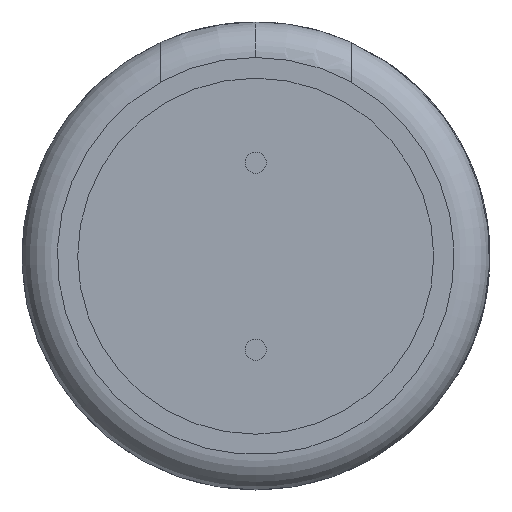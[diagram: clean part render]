
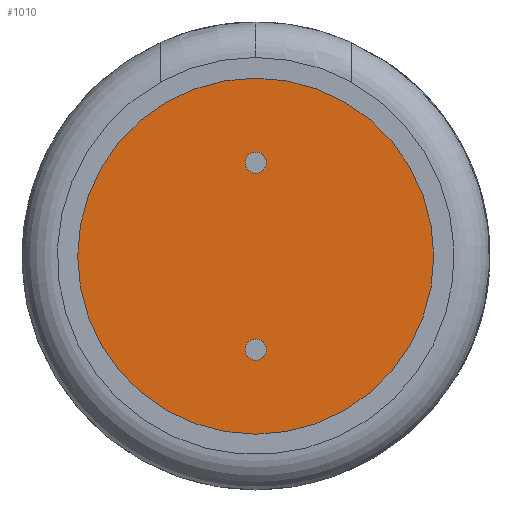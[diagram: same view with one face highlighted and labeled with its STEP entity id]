
A CAD part, front view. The second image highlights one B-rep face of the part: STEP entity #1010.
In plain terms, the highlighted planar face has unit normal (0, -1, 0).
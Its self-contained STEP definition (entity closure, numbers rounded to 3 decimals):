
#463 = EDGE_CURVE ( 'NONE', #9247, #4601, #5427, .T. ) ;
#641 = DIRECTION ( 'NONE',  ( 0., 1., 0. ) ) ;
#662 = AXIS2_PLACEMENT_3D ( 'NONE', #11222, #1006, #4189 ) ;
#1006 = DIRECTION ( 'NONE',  ( 0., -1., 0. ) ) ;
#1010 = ADVANCED_FACE ( 'NONE', ( #5704, #8045, #11278 ), #12374, .T. ) ;
#1097 = CARTESIAN_POINT ( 'NONE',  ( 0., -4.931, -2.34 ) ) ;
#1236 = ORIENTED_EDGE ( 'NONE', *, *, #11506, .F. ) ;
#1335 = VERTEX_POINT ( 'NONE', #6921 ) ;
#1812 = AXIS2_PLACEMENT_3D ( 'NONE', #5143, #1889, #6373 ) ;
#1889 = DIRECTION ( 'NONE',  ( 0., -1., 0. ) ) ;
#1894 = ORIENTED_EDGE ( 'NONE', *, *, #4256, .F. ) ;
#2210 = CARTESIAN_POINT ( 'NONE',  ( 0., -4.931, -2.64 ) ) ;
#2364 = VERTEX_POINT ( 'NONE', #12618 ) ;
#2800 = VERTEX_POINT ( 'NONE', #6058 ) ;
#3221 = ORIENTED_EDGE ( 'NONE', *, *, #7644, .F. ) ;
#3681 = DIRECTION ( 'NONE',  ( 0., 1., 0. ) ) ;
#4189 = DIRECTION ( 'NONE',  ( 0., 0., -1. ) ) ;
#4256 = EDGE_CURVE ( 'NONE', #2800, #2364, #11433, .T. ) ;
#4296 = EDGE_CURVE ( 'NONE', #2364, #2800, #12607, .T. ) ;
#4478 = AXIS2_PLACEMENT_3D ( 'NONE', #2210, #11169, #5595 ) ;
#4601 = VERTEX_POINT ( 'NONE', #6865 ) ;
#5143 = CARTESIAN_POINT ( 'NONE',  ( 0., -4.931, 2.64 ) ) ;
#5427 = CIRCLE ( 'NONE', #4478, 0.3 ) ;
#5437 = DIRECTION ( 'NONE',  ( 0., -1., 0. ) ) ;
#5565 = DIRECTION ( 'NONE',  ( 0., 0., -1. ) ) ;
#5595 = DIRECTION ( 'NONE',  ( 0., 0., -1. ) ) ;
#5599 = CIRCLE ( 'NONE', #662, 0.3 ) ;
#5704 = FACE_BOUND ( 'NONE', #13759, .T. ) ;
#5728 = DIRECTION ( 'NONE',  ( 0., 0., 1. ) ) ;
#6058 = CARTESIAN_POINT ( 'NONE',  ( 0., -4.931, 2.94 ) ) ;
#6199 = EDGE_CURVE ( 'NONE', #8173, #1335, #9597, .T. ) ;
#6373 = DIRECTION ( 'NONE',  ( 0., 0., -1. ) ) ;
#6663 = ORIENTED_EDGE ( 'NONE', *, *, #6199, .F. ) ;
#6698 = AXIS2_PLACEMENT_3D ( 'NONE', #13741, #3681, #5728 ) ;
#6865 = CARTESIAN_POINT ( 'NONE',  ( 0., -4.931, -2.94 ) ) ;
#6921 = CARTESIAN_POINT ( 'NONE',  ( 0., -4.931, -5.025 ) ) ;
#7644 = EDGE_CURVE ( 'NONE', #1335, #8173, #11632, .T. ) ;
#7973 = CARTESIAN_POINT ( 'NONE',  ( 0., -4.931, 5.025 ) ) ;
#8045 = FACE_BOUND ( 'NONE', #12133, .T. ) ;
#8173 = VERTEX_POINT ( 'NONE', #8242 ) ;
#8242 = CARTESIAN_POINT ( 'NONE',  ( 0., -4.931, 5.025 ) ) ;
#8719 = CARTESIAN_POINT ( 'NONE',  ( 0., -4.931, 0. ) ) ;
#8725 = ORIENTED_EDGE ( 'NONE', *, *, #4296, .F. ) ;
#9041 = EDGE_LOOP ( 'NONE', ( #6663, #3221 ) ) ;
#9247 = VERTEX_POINT ( 'NONE', #1097 ) ;
#9597 = CIRCLE ( 'NONE', #12664, 5.025 ) ;
#10096 = AXIS2_PLACEMENT_3D ( 'NONE', #7973, #11429, #5565 ) ;
#10266 = DIRECTION ( 'NONE',  ( 0., 0., -1. ) ) ;
#11169 = DIRECTION ( 'NONE',  ( 0., -1., 0. ) ) ;
#11222 = CARTESIAN_POINT ( 'NONE',  ( 0., -4.931, -2.64 ) ) ;
#11278 = FACE_OUTER_BOUND ( 'NONE', #9041, .T. ) ;
#11429 = DIRECTION ( 'NONE',  ( 0., -1., 0. ) ) ;
#11433 = CIRCLE ( 'NONE', #1812, 0.3 ) ;
#11506 = EDGE_CURVE ( 'NONE', #4601, #9247, #5599, .T. ) ;
#11632 = CIRCLE ( 'NONE', #6698, 5.025 ) ;
#12133 = EDGE_LOOP ( 'NONE', ( #1894, #8725 ) ) ;
#12374 = PLANE ( 'NONE',  #10096 ) ;
#12607 = CIRCLE ( 'NONE', #13781, 0.3 ) ;
#12618 = CARTESIAN_POINT ( 'NONE',  ( 0., -4.931, 2.34 ) ) ;
#12664 = AXIS2_PLACEMENT_3D ( 'NONE', #8719, #641, #12912 ) ;
#12912 = DIRECTION ( 'NONE',  ( 0., 0., 1. ) ) ;
#13668 = ORIENTED_EDGE ( 'NONE', *, *, #463, .F. ) ;
#13741 = CARTESIAN_POINT ( 'NONE',  ( 0., -4.931, 0. ) ) ;
#13759 = EDGE_LOOP ( 'NONE', ( #13668, #1236 ) ) ;
#13781 = AXIS2_PLACEMENT_3D ( 'NONE', #14361, #5437, #10266 ) ;
#14361 = CARTESIAN_POINT ( 'NONE',  ( 0., -4.931, 2.64 ) ) ;
